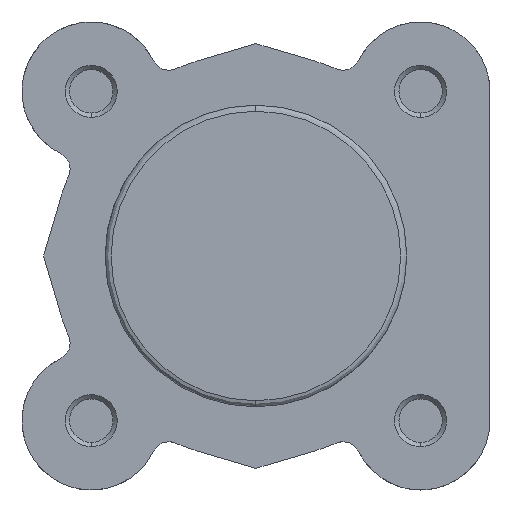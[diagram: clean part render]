
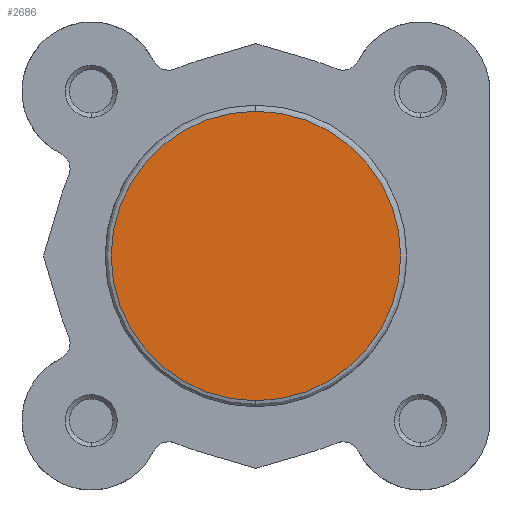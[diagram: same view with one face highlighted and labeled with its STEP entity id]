
A CAD part, left-side view. The second image highlights one B-rep face of the part: STEP entity #2686.
In plain terms, the highlighted planar face has unit normal (-1, 0, 0).
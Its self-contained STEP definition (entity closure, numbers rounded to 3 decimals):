
#114 = EDGE_LOOP ( 'NONE', ( #2878, #2877 ) ) ;
#192 = CARTESIAN_POINT ( 'NONE',  ( 0., 0., -16.7 ) ) ;
#557 = CARTESIAN_POINT ( 'NONE',  ( 0., 0., 16.7 ) ) ;
#961 = VERTEX_POINT ( 'NONE', #557 ) ;
#1040 = VERTEX_POINT ( 'NONE', #192 ) ;
#1348 = AXIS2_PLACEMENT_3D ( 'NONE', #1635, #1637, #1638 ) ;
#1397 = AXIS2_PLACEMENT_3D ( 'NONE', #1817, #1839, #1840 ) ;
#1635 = CARTESIAN_POINT ( 'NONE',  ( 0., 0., 0. ) ) ;
#1637 = DIRECTION ( 'NONE',  ( -1., 0., 0. ) ) ;
#1638 = DIRECTION ( 'NONE',  ( 0., 0., 1. ) ) ;
#1817 = CARTESIAN_POINT ( 'NONE',  ( 0., 0., 0. ) ) ;
#1839 = DIRECTION ( 'NONE',  ( -1., 0., 0. ) ) ;
#1840 = DIRECTION ( 'NONE',  ( 0., 0., 1. ) ) ;
#2686 = ADVANCED_FACE ( 'NONE', ( #3612 ), #4227, .T. ) ;
#2877 = ORIENTED_EDGE ( 'NONE', *, *, #6267, .T. ) ;
#2878 = ORIENTED_EDGE ( 'NONE', *, *, #6191, .T. ) ;
#3612 = FACE_OUTER_BOUND ( 'NONE', #114, .T. ) ;
#4226 = CARTESIAN_POINT ( 'NONE',  ( 0., -17.4, 0. ) ) ;
#4227 = PLANE ( 'NONE',  #6616 ) ;
#4229 = DIRECTION ( 'NONE',  ( -1., 0., 0. ) ) ;
#4230 = DIRECTION ( 'NONE',  ( 0., 0., 1. ) ) ;
#5465 = CIRCLE ( 'NONE', #1348, 16.7 ) ;
#5566 = CIRCLE ( 'NONE', #1397, 16.7 ) ;
#6191 = EDGE_CURVE ( 'NONE', #961, #1040, #5465, .T. ) ;
#6267 = EDGE_CURVE ( 'NONE', #1040, #961, #5566, .T. ) ;
#6616 = AXIS2_PLACEMENT_3D ( 'NONE', #4226, #4229, #4230 ) ;
